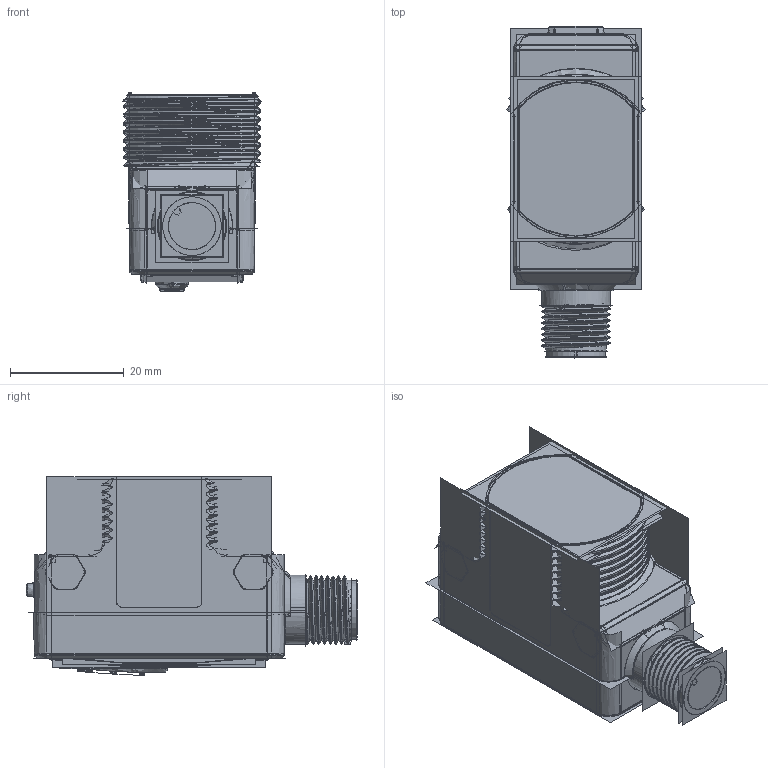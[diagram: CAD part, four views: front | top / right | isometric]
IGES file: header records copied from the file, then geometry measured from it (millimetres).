
Start section:  PTC IGES file: 140605_sm01.igs
Global section: file name: 140605_sm01.igs; native system: Creo Parametric by PTC Inc.; preprocessor: 2019292; author: PDMAdmin; organization: Unknown; date: 20221014.081815; units: millimetre
Bounding box: 24.33 x 58.35 x 34.94 mm (x, y, z)
Volume: 22815.5 mm3; surface area: 57128 mm2
Topology: 2 solids, 3 shells, 1250 faces, 6236 edges, 7853 vertices
Faces by surface type: revolution 694, bspline 548, extrusion 8
